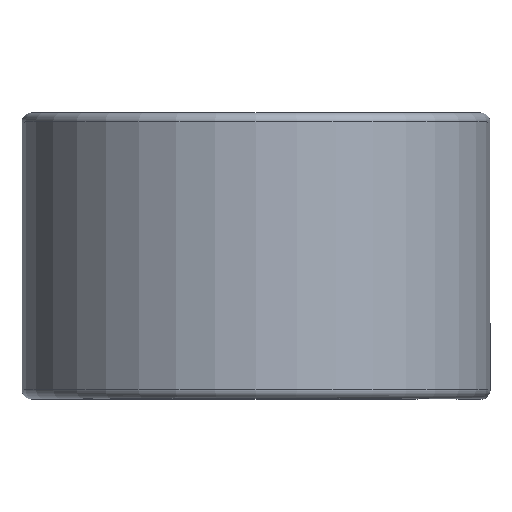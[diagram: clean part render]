
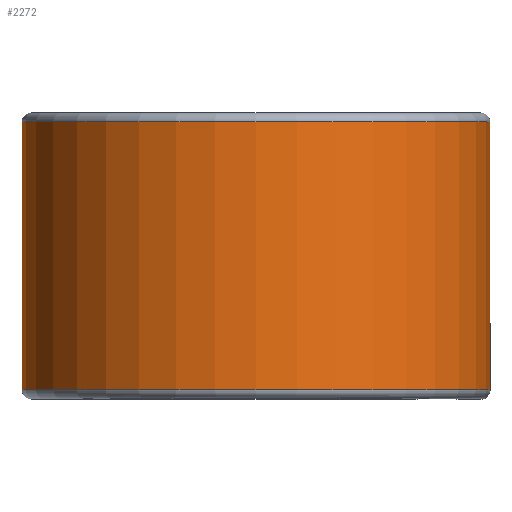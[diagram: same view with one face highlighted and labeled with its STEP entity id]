
A CAD part, top view. The second image highlights one B-rep face of the part: STEP entity #2272.
In plain terms, the highlighted cylindrical face has radius 19.469 mm (diameter 38.938 mm), a partial arc.
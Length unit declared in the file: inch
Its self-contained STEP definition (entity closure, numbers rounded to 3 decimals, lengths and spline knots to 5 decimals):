
#13 = EDGE_LOOP ( 'NONE', ( #1612, #2113, #241, #1343 ) ) ;
#78 = VERTEX_POINT ( 'NONE', #952 ) ;
#142 = DIRECTION ( 'NONE',  ( 0., 1., 0. ) ) ;
#154 = DIRECTION ( 'NONE',  ( 0., 0., -1. ) ) ;
#161 = DIRECTION ( 'NONE',  ( 0., 0., -1. ) ) ;
#189 = DIRECTION ( 'NONE',  ( 0., -1., 0. ) ) ;
#241 = ORIENTED_EDGE ( 'NONE', *, *, #1968, .F. ) ;
#253 = VECTOR ( 'NONE', #2452, 39.37008 ) ;
#365 = CARTESIAN_POINT ( 'NONE',  ( 0.7665, 0.43875, 0. ) ) ;
#423 = VECTOR ( 'NONE', #142, 39.37008 ) ;
#507 = CARTESIAN_POINT ( 'NONE',  ( 0., -0.43875, -0.7665 ) ) ;
#834 = CIRCLE ( 'NONE', #1966, 0.7665 ) ;
#952 = CARTESIAN_POINT ( 'NONE',  ( 0.7665, 0.43875, 0. ) ) ;
#1206 = LINE ( 'NONE', #365, #423 ) ;
#1232 = VERTEX_POINT ( 'NONE', #2172 ) ;
#1302 = DIRECTION ( 'NONE',  ( 0., -1., 0. ) ) ;
#1310 = DIRECTION ( 'NONE',  ( 0., -1., 0. ) ) ;
#1343 = ORIENTED_EDGE ( 'NONE', *, *, #2165, .F. ) ;
#1428 = CYLINDRICAL_SURFACE ( 'NONE', #2167, 0.7665 ) ;
#1504 = FACE_OUTER_BOUND ( 'NONE', #13, .T. ) ;
#1590 = VERTEX_POINT ( 'NONE', #1798 ) ;
#1612 = ORIENTED_EDGE ( 'NONE', *, *, #2179, .T. ) ;
#1712 = VERTEX_POINT ( 'NONE', #507 ) ;
#1798 = CARTESIAN_POINT ( 'NONE',  ( 0., 0.43875, -0.7665 ) ) ;
#1834 = LINE ( 'NONE', #2091, #253 ) ;
#1839 = CIRCLE ( 'NONE', #2455, 0.7665 ) ;
#1966 = AXIS2_PLACEMENT_3D ( 'NONE', #2416, #1302, #154 ) ;
#1968 = EDGE_CURVE ( 'NONE', #1712, #1590, #1834, .T. ) ;
#2091 = CARTESIAN_POINT ( 'NONE',  ( 0., 0.43875, -0.7665 ) ) ;
#2113 = ORIENTED_EDGE ( 'NONE', *, *, #2199, .T. ) ;
#2165 = EDGE_CURVE ( 'NONE', #1232, #1712, #834, .T. ) ;
#2167 = AXIS2_PLACEMENT_3D ( 'NONE', #2443, #189, #2269 ) ;
#2172 = CARTESIAN_POINT ( 'NONE',  ( 0.7665, -0.43875, 0. ) ) ;
#2179 = EDGE_CURVE ( 'NONE', #1232, #78, #1206, .T. ) ;
#2199 = EDGE_CURVE ( 'NONE', #78, #1590, #1839, .T. ) ;
#2269 = DIRECTION ( 'NONE',  ( 0., 0., -1. ) ) ;
#2272 = ADVANCED_FACE ( 'NONE', ( #1504 ), #1428, .T. ) ;
#2416 = CARTESIAN_POINT ( 'NONE',  ( 0., -0.43875, 0. ) ) ;
#2420 = CARTESIAN_POINT ( 'NONE',  ( 0., 0.43875, 0. ) ) ;
#2443 = CARTESIAN_POINT ( 'NONE',  ( 0., 0.4375, 0. ) ) ;
#2452 = DIRECTION ( 'NONE',  ( 0., 1., 0. ) ) ;
#2455 = AXIS2_PLACEMENT_3D ( 'NONE', #2420, #1310, #161 ) ;
